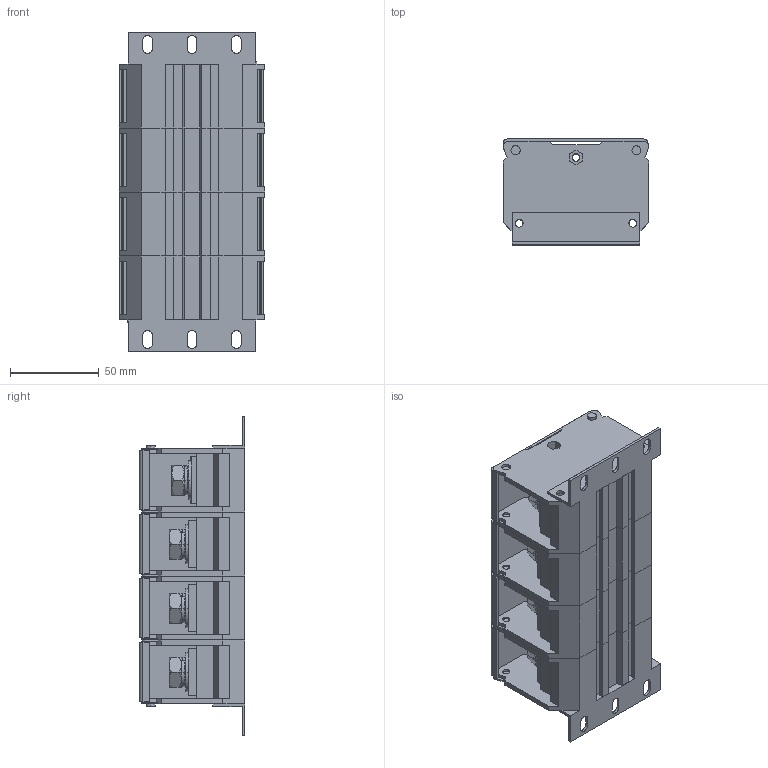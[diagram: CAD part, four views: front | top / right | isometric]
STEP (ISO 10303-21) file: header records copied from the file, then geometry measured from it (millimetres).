
FILE_DESCRIPTION((''),'2;1');
FILE_NAME('UTD-200I_4_9_ASM','2024-07-03T',('dell'),(''),'PRO/ENGINEER BY PARAMETRIC TECHNOLOGY CORPORATION, 2013230','PRO/ENGINEER BY PARAMETRIC TECHNOLOGY CORPORATION, 2013230','');
FILE_SCHEMA(('AUTOMOTIVE_DESIGN { 1 0 10303 214 1 1 1 1 }'));
Products named in the file (1): UTD-200I_4_9_ASM
Bounding box: 82 x 59.4 x 180 mm (x, y, z)
Volume: 268256.7 mm3; surface area: 215915.2 mm2
Topology: 8 solids, 32 shells, 2286 faces, 6204 edges, 3990 vertices
Faces by surface type: plane 1423, cylinder 490, cone 177, bspline 144, sphere 36, torus 16
Entity records: 83909 total; most frequent: CARTESIAN_POINT 26689, ORIENTED_EDGE 12284, DIRECTION 11263, EDGE_CURVE 6142, VECTOR 4133, LINE 4133, VERTEX_POINT 3990, AXIS2_PLACEMENT_3D 3565
